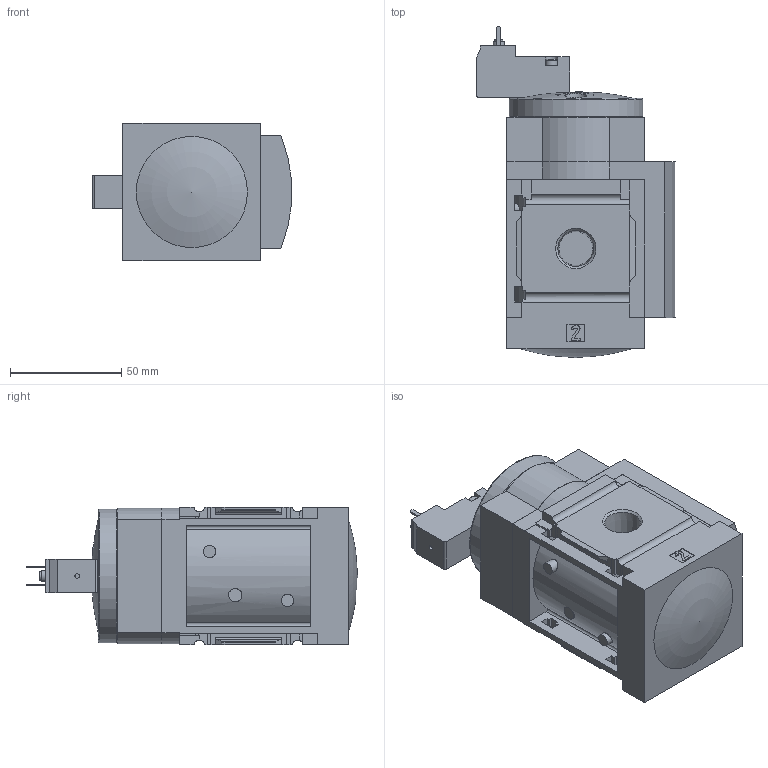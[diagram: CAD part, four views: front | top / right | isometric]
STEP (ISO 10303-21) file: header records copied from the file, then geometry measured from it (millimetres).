
FILE_DESCRIPTION(/* description */ ('STEP AP214'),/* implementation_level */ '2;1');
FILE_NAME(/* name */ '542577_MS6N-DE-3_8-10V24-Z',/* time_stamp */ '2024-09-10T20:45:18+02:00',/* author */ ('License CC BY-ND 4.0'),/* organization */ ('CADENAS'),/* preprocessor_version */ 'ST-DEVELOPER v19.3',/* originating_system */ 'PARTsolutions',/* authorisation */ ' ');
FILE_SCHEMA (('AUTOMOTIVE_DESIGN {1 0 10303 214 3 1 1}'));
Length unit declared in the file: millimetre
Products named in the file (2): 542577 MS6N-DE-3/8-10V24-Z; 527687 MS6N-DE-3/8-10V24-Z0d
Assembly tree (1 placements, depth 2):
  542577 MS6N-DE-3/8-10V24-Z
    527687 MS6N-DE-3/8-10V24-Z0d
Bounding box: 89.45 x 148.9 x 62 mm (x, y, z)
Volume: 442427.7 mm3; surface area: 45568.1 mm2
Topology: 1 solids, 1 shells, 329 faces, 863 edges, 558 vertices
Faces by surface type: plane 250, cylinder 49, cone 23, sphere 4, torus 3
Full cylindrical faces by diameter (mm): 2 x1, 2.013 x1, 2.5 x1, 3.8 x1, 4.8 x1, 5 x1, 5.5 x4, 7 x1, 10 x1, 60 x1
Entity records: 12219 total; most frequent: CARTESIAN_POINT 1827, DIRECTION 1655, ORIENTED_EDGE 1640, EDGE_CURVE 820, LINE 597, VECTOR 597, VERTEX_POINT 546, AXIS2_PLACEMENT_3D 529
